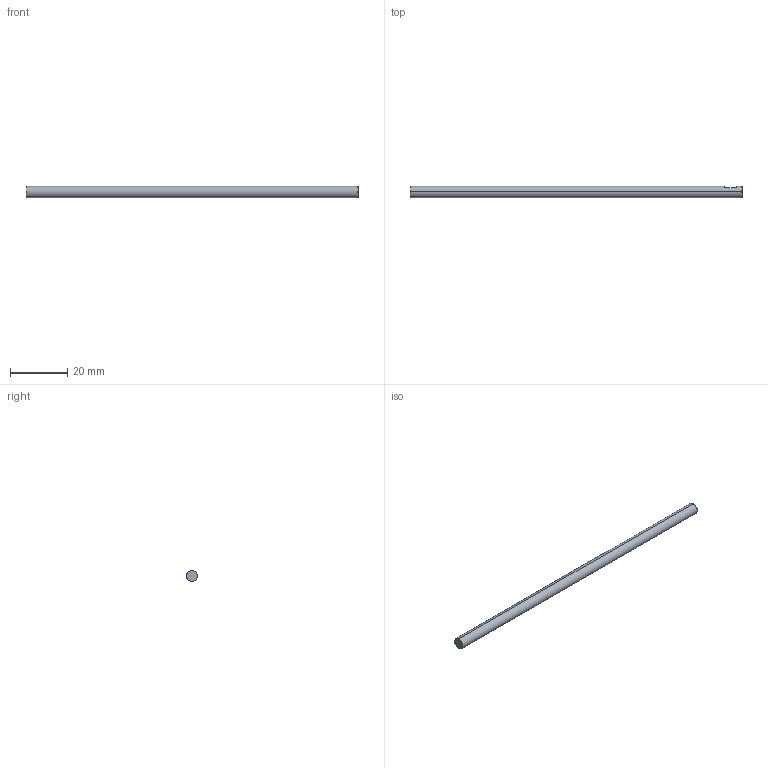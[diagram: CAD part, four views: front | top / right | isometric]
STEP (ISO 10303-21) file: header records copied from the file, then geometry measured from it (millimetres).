
FILE_DESCRIPTION (( 'STEP AP214' ), '1' );
FILE_NAME ('Accumulator - Carry Cams Shaft.STEP', '2025-07-06T08:34:44', ( '' ), ( '' ), 'SwSTEP 2.0', 'SolidWorks 2025', '' );
FILE_SCHEMA (( 'AUTOMOTIVE_DESIGN' ));
Length unit declared in the file: millimetre
Products named in the file (1): Accumulator - Carry Cams Shaft
Bounding box: 115.5 x 4 x 4 mm (x, y, z)
Volume: 1447.5 mm3; surface area: 1475.1 mm2
Topology: 1 solids, 1 shells, 11 faces, 20 edges, 12 vertices
Faces by surface type: plane 5, cone 4, cylinder 2
Entity records: 304 total; most frequent: DIRECTION 50, CARTESIAN_POINT 50, ORIENTED_EDGE 40, EDGE_CURVE 20, AXIS2_PLACEMENT_3D 20, EDGE_LOOP 12, VERTEX_POINT 12, FACE_OUTER_BOUND 11
